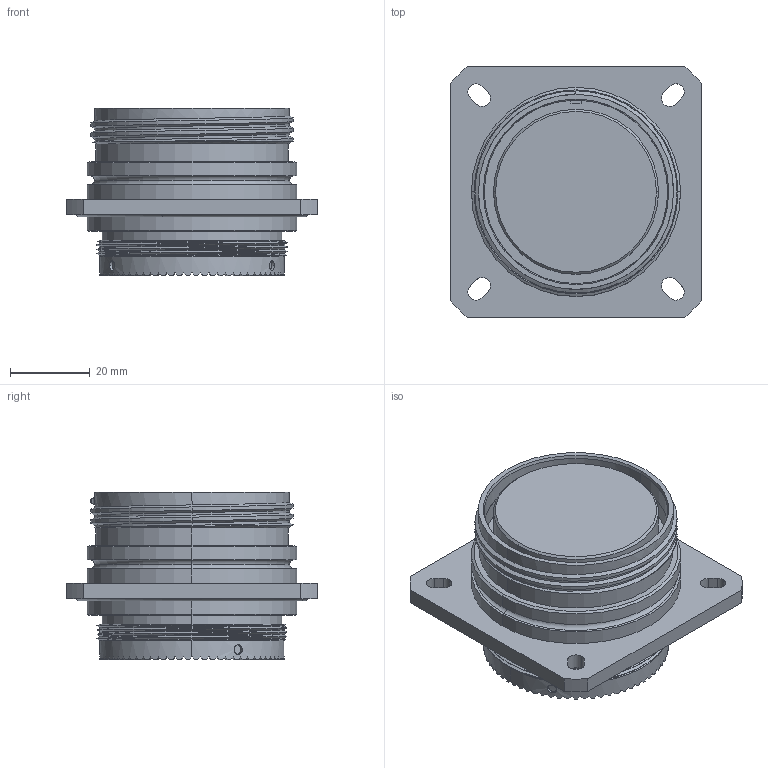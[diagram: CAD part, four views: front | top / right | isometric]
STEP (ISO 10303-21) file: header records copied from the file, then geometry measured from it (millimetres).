
FILE_DESCRIPTION (( 'STEP AP203' ), '1' );
FILE_NAME ('Size 31 Flange.STEP', '2019-04-17T17:56:25', ( '' ), ( '' ), 'SwSTEP 2.0', 'SolidWorks 2019', '' );
FILE_SCHEMA (( 'CONFIG_CONTROL_DESIGN' ));
Length unit declared in the file: inch
Products named in the file (1): Size 31 Flange
Bounding box: 62.74 x 62.74 x 41.91 mm (x, y, z)
Volume: 82226.3 mm3; surface area: 19122.4 mm2
Topology: 1 solids, 1 shells, 405 faces, 1152 edges, 762 vertices
Faces by surface type: plane 301, cylinder 78, cone 14, torus 8, bspline 4
Entity records: 14650 total; most frequent: CARTESIAN_POINT 4664, ORIENTED_EDGE 2304, DIRECTION 1998, EDGE_CURVE 1152, AXIS2_PLACEMENT_3D 796, VERTEX_POINT 762, EDGE_LOOP 428, VECTOR 406
